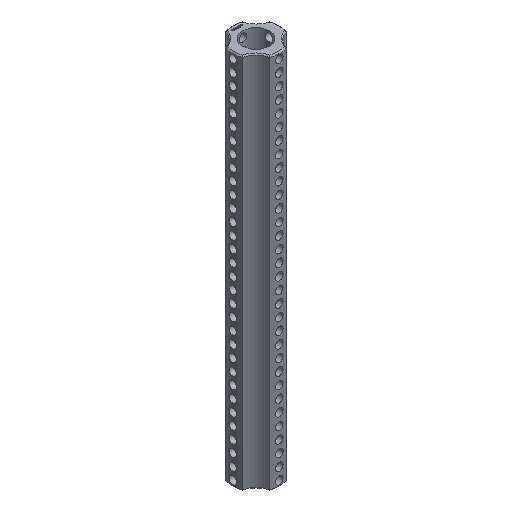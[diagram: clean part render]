
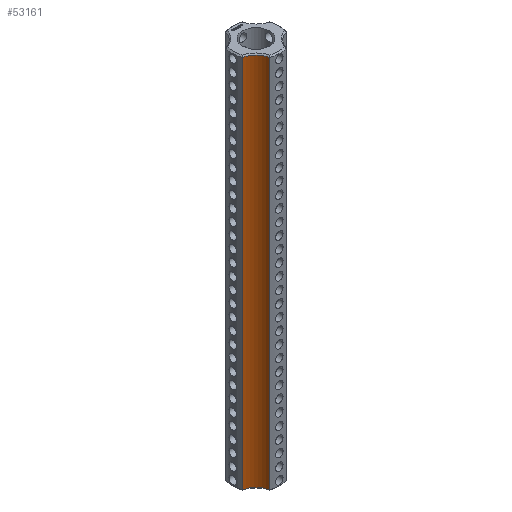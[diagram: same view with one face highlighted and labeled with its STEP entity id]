
A CAD part, isometric view. The second image highlights one B-rep face of the part: STEP entity #53161.
In plain terms, the highlighted cylindrical face has radius 5 mm (diameter 10 mm), a partial arc.
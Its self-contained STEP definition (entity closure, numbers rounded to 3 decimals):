
#6941 = CYLINDRICAL_SURFACE('',#6942,6.25);
#6942 = AXIS2_PLACEMENT_3D('',#6943,#6944,#6945);
#6943 = CARTESIAN_POINT('',(0.,0.,0.));
#6944 = DIRECTION('',(-0.,-0.,-1.));
#6945 = DIRECTION('',(1.,0.,0.));
#15241 = EDGE_CURVE('',#15242,#15244,#15246,.T.);
#15242 = VERTEX_POINT('',#15243);
#15243 = CARTESIAN_POINT('',(-2.225,-5.841,0.3));
#15244 = VERTEX_POINT('',#15245);
#15245 = CARTESIAN_POINT('',(-2.225,-5.841,99.7));
#15246 = SURFACE_CURVE('',#15247,(#15251,#15258),.PCURVE_S1.);
#15247 = LINE('',#15248,#15249);
#15248 = CARTESIAN_POINT('',(-2.225,-5.841,0.));
#15249 = VECTOR('',#15250,1.);
#15250 = DIRECTION('',(0.,0.,1.));
#15251 = PCURVE('',#6941,#15252);
#15252 = DEFINITIONAL_REPRESENTATION('',(#15253),#15257);
#15253 = LINE('',#15254,#15255);
#15254 = CARTESIAN_POINT('',(-4.348,0.));
#15255 = VECTOR('',#15256,1.);
#15256 = DIRECTION('',(-0.,-1.));
#15257 = ( GEOMETRIC_REPRESENTATION_CONTEXT(2) 
PARAMETRIC_REPRESENTATION_CONTEXT() REPRESENTATION_CONTEXT('2D SPACE',''
  ) );
#15258 = PCURVE('',#15259,#15264);
#15259 = CYLINDRICAL_SURFACE('',#15260,5.);
#15260 = AXIS2_PLACEMENT_3D('',#15261,#15262,#15263);
#15261 = CARTESIAN_POINT('',(-7.071,-7.071,0.));
#15262 = DIRECTION('',(-0.,-0.,-1.));
#15263 = DIRECTION('',(1.,0.,0.));
#15264 = DEFINITIONAL_REPRESENTATION('',(#15265),#15269);
#15265 = LINE('',#15266,#15267);
#15266 = CARTESIAN_POINT('',(-0.249,0.));
#15267 = VECTOR('',#15268,1.);
#15268 = DIRECTION('',(-0.,-1.));
#15269 = ( GEOMETRIC_REPRESENTATION_CONTEXT(2) 
PARAMETRIC_REPRESENTATION_CONTEXT() REPRESENTATION_CONTEXT('2D SPACE',''
  ) );
#20760 = CONICAL_SURFACE('',#20761,5.,0.785);
#20761 = AXIS2_PLACEMENT_3D('',#20762,#20763,#20764);
#20762 = CARTESIAN_POINT('',(-7.071,-7.071,0.3));
#20763 = DIRECTION('',(-0.,-0.,-1.));
#20764 = DIRECTION('',(0.969,0.246,0.));
#20962 = CONICAL_SURFACE('',#20963,5.,0.785);
#20963 = AXIS2_PLACEMENT_3D('',#20964,#20965,#20966);
#20964 = CARTESIAN_POINT('',(-7.071,-7.071,99.7));
#20965 = DIRECTION('',(0.,0.,1.));
#20966 = DIRECTION('',(0.969,0.246,0.));
#53161 = ADVANCED_FACE('',(#53162),#15259,.F.);
#53162 = FACE_BOUND('',#53163,.T.);
#53163 = EDGE_LOOP('',(#53164,#53165,#53189,#53217));
#53164 = ORIENTED_EDGE('',*,*,#15241,.T.);
#53165 = ORIENTED_EDGE('',*,*,#53166,.T.);
#53166 = EDGE_CURVE('',#15244,#53167,#53169,.T.);
#53167 = VERTEX_POINT('',#53168);
#53168 = CARTESIAN_POINT('',(-5.841,-2.225,99.7));
#53169 = SURFACE_CURVE('',#53170,(#53175,#53182),.PCURVE_S1.);
#53170 = CIRCLE('',#53171,5.);
#53171 = AXIS2_PLACEMENT_3D('',#53172,#53173,#53174);
#53172 = CARTESIAN_POINT('',(-7.071,-7.071,99.7));
#53173 = DIRECTION('',(0.,-0.,1.));
#53174 = DIRECTION('',(0.969,0.246,0.));
#53175 = PCURVE('',#15259,#53176);
#53176 = DEFINITIONAL_REPRESENTATION('',(#53177),#53181);
#53177 = LINE('',#53178,#53179);
#53178 = CARTESIAN_POINT('',(-0.249,-99.7));
#53179 = VECTOR('',#53180,1.);
#53180 = DIRECTION('',(-1.,0.));
#53181 = ( GEOMETRIC_REPRESENTATION_CONTEXT(2) 
PARAMETRIC_REPRESENTATION_CONTEXT() REPRESENTATION_CONTEXT('2D SPACE',''
  ) );
#53182 = PCURVE('',#20962,#53183);
#53183 = DEFINITIONAL_REPRESENTATION('',(#53184),#53188);
#53184 = LINE('',#53185,#53186);
#53185 = CARTESIAN_POINT('',(0.,0.));
#53186 = VECTOR('',#53187,1.);
#53187 = DIRECTION('',(1.,0.));
#53188 = ( GEOMETRIC_REPRESENTATION_CONTEXT(2) 
PARAMETRIC_REPRESENTATION_CONTEXT() REPRESENTATION_CONTEXT('2D SPACE',''
  ) );
#53189 = ORIENTED_EDGE('',*,*,#53190,.F.);
#53190 = EDGE_CURVE('',#53191,#53167,#53193,.T.);
#53191 = VERTEX_POINT('',#53192);
#53192 = CARTESIAN_POINT('',(-5.841,-2.225,0.3));
#53193 = SURFACE_CURVE('',#53194,(#53198,#53205),.PCURVE_S1.);
#53194 = LINE('',#53195,#53196);
#53195 = CARTESIAN_POINT('',(-5.841,-2.225,0.));
#53196 = VECTOR('',#53197,1.);
#53197 = DIRECTION('',(0.,0.,1.));
#53198 = PCURVE('',#15259,#53199);
#53199 = DEFINITIONAL_REPRESENTATION('',(#53200),#53204);
#53200 = LINE('',#53201,#53202);
#53201 = CARTESIAN_POINT('',(-1.322,0.));
#53202 = VECTOR('',#53203,1.);
#53203 = DIRECTION('',(-0.,-1.));
#53204 = ( GEOMETRIC_REPRESENTATION_CONTEXT(2) 
PARAMETRIC_REPRESENTATION_CONTEXT() REPRESENTATION_CONTEXT('2D SPACE',''
  ) );
#53205 = PCURVE('',#53206,#53211);
#53206 = CYLINDRICAL_SURFACE('',#53207,6.25);
#53207 = AXIS2_PLACEMENT_3D('',#53208,#53209,#53210);
#53208 = CARTESIAN_POINT('',(0.,0.,0.));
#53209 = DIRECTION('',(-0.,-0.,-1.));
#53210 = DIRECTION('',(1.,0.,0.));
#53211 = DEFINITIONAL_REPRESENTATION('',(#53212),#53216);
#53212 = LINE('',#53213,#53214);
#53213 = CARTESIAN_POINT('',(-3.506,0.));
#53214 = VECTOR('',#53215,1.);
#53215 = DIRECTION('',(-0.,-1.));
#53216 = ( GEOMETRIC_REPRESENTATION_CONTEXT(2) 
PARAMETRIC_REPRESENTATION_CONTEXT() REPRESENTATION_CONTEXT('2D SPACE',''
  ) );
#53217 = ORIENTED_EDGE('',*,*,#53218,.F.);
#53218 = EDGE_CURVE('',#15242,#53191,#53219,.T.);
#53219 = SURFACE_CURVE('',#53220,(#53225,#53232),.PCURVE_S1.);
#53220 = CIRCLE('',#53221,5.);
#53221 = AXIS2_PLACEMENT_3D('',#53222,#53223,#53224);
#53222 = CARTESIAN_POINT('',(-7.071,-7.071,0.3));
#53223 = DIRECTION('',(0.,-0.,1.));
#53224 = DIRECTION('',(0.969,0.246,0.));
#53225 = PCURVE('',#15259,#53226);
#53226 = DEFINITIONAL_REPRESENTATION('',(#53227),#53231);
#53227 = LINE('',#53228,#53229);
#53228 = CARTESIAN_POINT('',(-0.249,-0.3));
#53229 = VECTOR('',#53230,1.);
#53230 = DIRECTION('',(-1.,0.));
#53231 = ( GEOMETRIC_REPRESENTATION_CONTEXT(2) 
PARAMETRIC_REPRESENTATION_CONTEXT() REPRESENTATION_CONTEXT('2D SPACE',''
  ) );
#53232 = PCURVE('',#20760,#53233);
#53233 = DEFINITIONAL_REPRESENTATION('',(#53234),#53238);
#53234 = LINE('',#53235,#53236);
#53235 = CARTESIAN_POINT('',(-0.,0.));
#53236 = VECTOR('',#53237,1.);
#53237 = DIRECTION('',(-1.,0.));
#53238 = ( GEOMETRIC_REPRESENTATION_CONTEXT(2) 
PARAMETRIC_REPRESENTATION_CONTEXT() REPRESENTATION_CONTEXT('2D SPACE',''
  ) );
